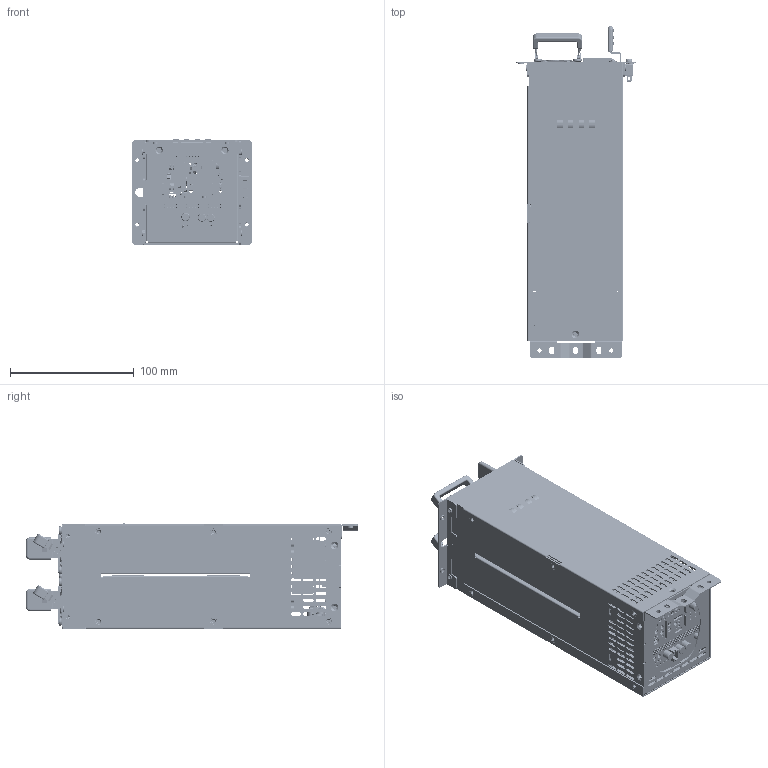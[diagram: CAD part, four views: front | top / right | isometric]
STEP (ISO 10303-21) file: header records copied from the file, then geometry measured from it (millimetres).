
FILE_DESCRIPTION((''),'2;1');
FILE_NAME('R2A-DVXXXX-NB_ASM_ASM','2020-09-28T',('IPC56'),(''),'PRO/ENGINEER BY PARAMETRIC TECHNOLOGY CORPORATION, 2010480','PRO/ENGINEER BY PARAMETRIC TECHNOLOGY CORPORATION, 2010480','');
FILE_SCHEMA(('CONFIG_CONTROL_DESIGN','SHAPE_APPEARANCE_LAYERS_GROUPS'));
Products named in the file (59): R2D-DVXXXX-NBKUANG1_23; R2D-DVXXXX-NBKUANG2_1; BIANTIAO3_1; BIANTIAO-BIAOZHUNPIN_3; QICHUGAIGUAN_1; E_Y_18; B_Y_2; A_Y_1; R2D-D1XXXX-NB50PINDUBANGPIAN_Y_; C_Y_1; FCIZUOZI_Y_1; SRP0519_Y_1; BCL1_Y_1; BCL2_Y_1; BDL1_Y_1; LUOSI-4_3; BEIBAN-07-03_ASM_11_ASM; R2A-DVXXXX-NB_ASM_182_ASM; MANIFOLD_SOLID_BREP_228765_1; MANIFOLD_SOLID_BREP_231349_1; MANIFOLD_SOLID_BREP_231602_1; MANIFOLD_SOLID_BREP_231855_1; MANIFOLD_SOLID_BREP_232108_1; TANPAN-9_2; LUOZHU_1; U1A-D1XXXX-DRB-XIAGAI_1_ASM_1_ASM; DCTANPIAN_1_1_1; JIAOTAO_1_1_1; DCTANPIAN-1_ASM_1_ASM_1_ASM; MAODING-2_1; LASHOU_1_1; LASHOUJIAOTAO_AF0_1_1; LASHOU_ASM_1_ASM_1_ASM; MAODING-1_1; BV40FENGSHAN-28_1_1; LUO-01_1; MANIFOLD_SOLID_BREP_236161_2; MANIFOLD_SOLID_BREP_236279_1; MANIFOLD_SOLID_BREP_236397_1; MANIFOLD_SOLID_BREP_236515_1 ...
Assembly tree (85 placements, depth 4):
  R2A-DVXXXX-NB_ASM_ASM
    R2A-DVXXXX-NB_ASM_182_ASM
      R2D-DVXXXX-NBKUANG1_23
      R2D-DVXXXX-NBKUANG2_1
      BIANTIAO3_1
      BIANTIAO-BIAOZHUNPIN_3  x2
      QICHUGAIGUAN_1
      BEIBAN-07-03_ASM_11_ASM
        E_Y_18
        B_Y_2
        A_Y_1  x2
        R2D-D1XXXX-NB50PINDUBANGPIAN_Y_  x2
        C_Y_1  x2
        FCIZUOZI_Y_1  x2
        SRP0519_Y_1  x2
        BCL1_Y_1
        BCL2_Y_1
        BDL1_Y_1  x2
        LUOSI-4_3  x4
    U1A-D1XXXX-DRB_AF1_ASM_1_ASM_7_ASM  x2
      U1A-D1XXXX-DRB-XIAGAI_1_ASM_1_ASM
        MANIFOLD_SOLID_BREP_228765_1
        MANIFOLD_SOLID_BREP_231349_1
        MANIFOLD_SOLID_BREP_231602_1
        MANIFOLD_SOLID_BREP_231855_1
        MANIFOLD_SOLID_BREP_232108_1
        TANPAN-9_2
        LUOZHU_1  x4
      DCTANPIAN-1_ASM_1_ASM_1_ASM
        DCTANPIAN_1_1_1
        JIAOTAO_1_1_1
      MAODING-2_1
      LASHOU_ASM_1_ASM_1_ASM
        LASHOU_1_1
        LASHOUJIAOTAO_AF0_1_1
      MAODING-1_1
      BV40FENGSHAN-28_1_1
      LUO-01_1
      U1ACZUO_1_ASM_1_ASM
        MANIFOLD_SOLID_BREP_236161_2
        MANIFOLD_SOLID_BREP_236279_1
        MANIFOLD_SOLID_BREP_236397_1
        MANIFOLD_SOLID_BREP_236515_1
        MANIFOLD_SOLID_BREP_236633_1
        8888_1_1
      LEDZUO-A1_1_1
      LEDDENG_1_1
      PCBZULI_ASM_45_ASM
        ZHUBAN_4
        JIADAN-01_1
        TONGQIAO_GOLDENFINGER_1  x4
        GOLDFINGER_2
      SHANGGAIZUHE_ASM_1_ASM
        U1A-D1XXXX-DRB-SHANGGAI_9-1_1
        TANPAN-9_2
      JIAOPAN_1
      BVBINGTOULUOSI_1_1_1
    HOUGAIZUHE_ASM
      HOUGAI0425
      ZHUZI04  x4
Bounding box: 96.5 x 267.8 x 84.78 mm (x, y, z)
Surface area: 536348.5 mm2 (no closed solid volume)
Topology: 0 solids, 173 shells, 14393 faces, 37668 edges, 23875 vertices
Faces by surface type: plane 6594, cylinder 4007, torus 1272, bspline 1028, revolution 708, extrusion 494, cone 286, sphere 4
Entity records: 326843 total; most frequent: CARTESIAN_POINT 99767, ORIENTED_EDGE 42261, DIRECTION 38515, EDGE_CURVE 21188, VERTEX_POINT 13486, AXIS2_PLACEMENT_3D 13105, VECTOR 11739, LINE 11316
